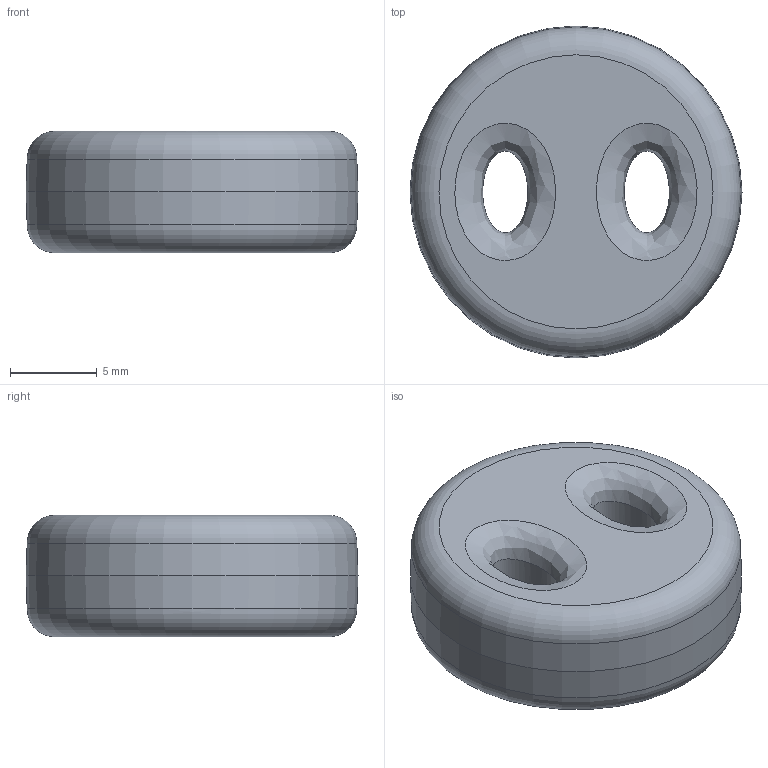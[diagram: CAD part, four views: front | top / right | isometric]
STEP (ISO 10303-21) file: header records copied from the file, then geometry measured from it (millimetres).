
FILE_DESCRIPTION(/* description */ (''),/* implementation_level */ '2;1');
FILE_NAME(/* name */ 'ButtonV6.step',/* time_stamp */ '2017-07-09T08:50:39-06:00',/* author */ (''),/* organization */ (''),/* preprocessor_version */ 'ST-DEVELOPER v16.13',/* originating_system */ 'Autodesk Translation Framework v6.1.1.50',/* authorisation */ '');
FILE_SCHEMA (('AUTOMOTIVE_DESIGN { 1 0 10303 214 3 1 1 }'));
Length unit declared in the file: millimetre
Products named in the file (1): ButtonV6 v5
Bounding box: 19.13 x 19.13 x 7 mm (x, y, z)
Volume: 1764 mm3; surface area: 999.4 mm2
Topology: 1 solids, 1 shells, 12 faces, 25 edges, 15 vertices
Faces by surface type: bspline 6, cone 2, torus 2, plane 2
Entity records: 1085 total; most frequent: CARTESIAN_POINT 841, DIRECTION 40, ORIENTED_EDGE 38, EDGE_LOOP 20, AXIS2_PLACEMENT_3D 20, EDGE_CURVE 19, VERTEX_POINT 13, FACE_OUTER_BOUND 12
